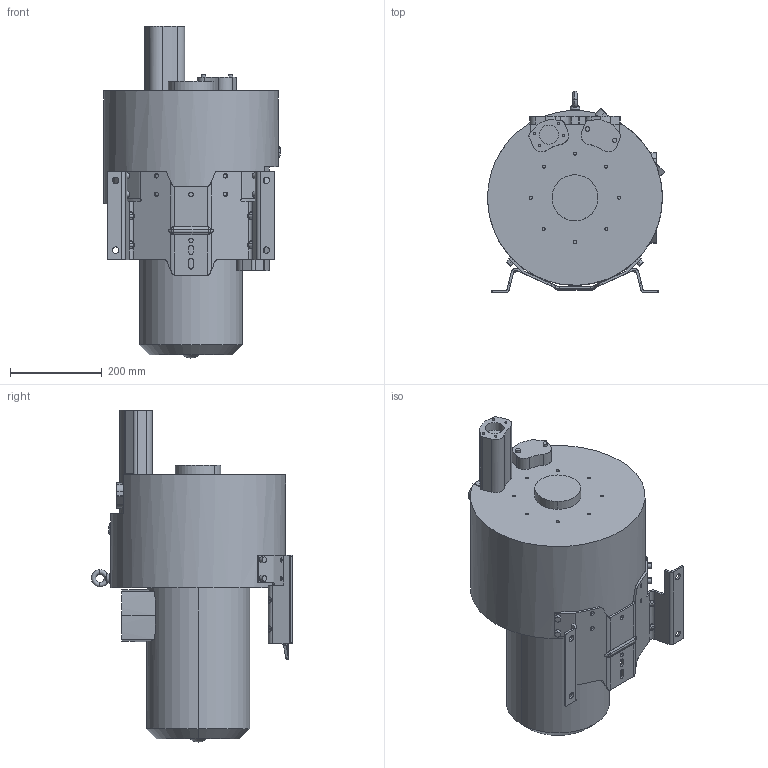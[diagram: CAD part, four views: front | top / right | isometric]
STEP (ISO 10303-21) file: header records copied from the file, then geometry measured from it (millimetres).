
FILE_DESCRIPTION(/* description */ (''),/* implementation_level */ '2;1');
FILE_NAME(/* name */ '4RB 530-0AQ66-1-60HZ.stp',/* time_stamp */ '2025-12-17T13:52:25+08:00',/* author */ (''),/* organization */ (''),/* preprocessor_version */ 'ST-DEVELOPER v16',/* originating_system */ 'SIEMENS PLM Software NX 11.0',/* authorisation */ '');
FILE_SCHEMA (('AUTOMOTIVE_DESIGN { 1 0 10303 214 3 1 1 1 }'));
Length unit declared in the file: millimetre
Products named in the file (1): Admi5150B1FEeftm
Bounding box: 384.84 x 437.84 x 722.03 mm (x, y, z)
Volume: 43038121.1 mm3; surface area: 1086040.5 mm2
Topology: 1 solids, 1 shells, 670 faces, 1778 edges, 1145 vertices
Faces by surface type: cylinder 315, plane 231, bspline 94, torus 18, cone 7, sphere 5
Entity records: 26414 total; most frequent: CARTESIAN_POINT 10461, ORIENTED_EDGE 3552, DIRECTION 3058, EDGE_CURVE 1776, VERTEX_POINT 1148, AXIS2_PLACEMENT_3D 1148, LINE 762, VECTOR 762
